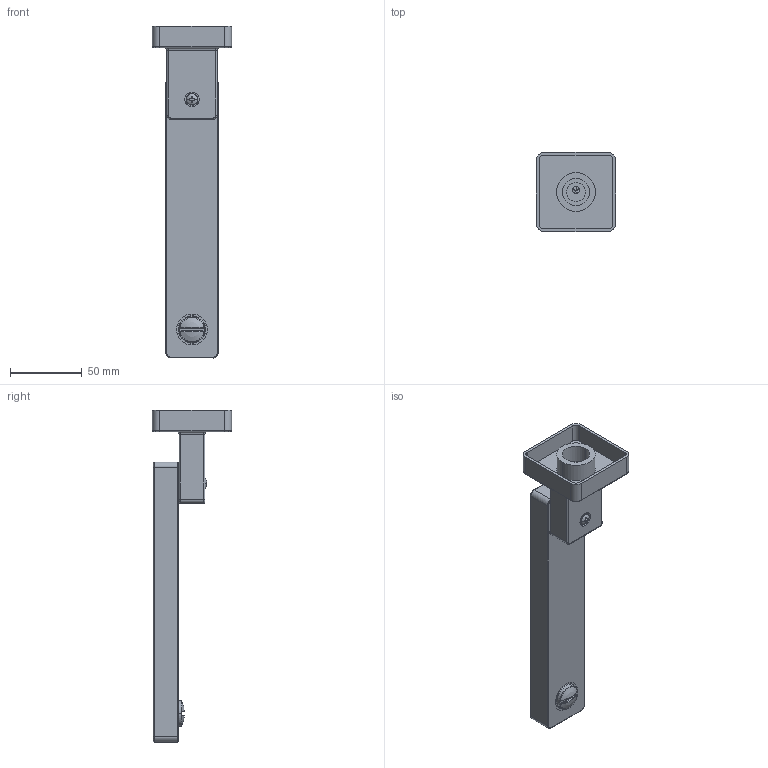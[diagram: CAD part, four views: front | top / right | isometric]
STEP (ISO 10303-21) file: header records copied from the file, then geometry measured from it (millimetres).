
FILE_DESCRIPTION((''),'2;1');
FILE_NAME('8805055_ASM_ASM','2023-07-13T09:07:09',('Administrator'),(''),'CREO PARAMETRIC BY PTC INC, 2018500','CREO PARAMETRIC BY PTC INC, 2018500','');
FILE_SCHEMA(('CONFIG_CONTROL_DESIGN'));
Length unit declared in the file: millimetre
Products named in the file (15): 816A033NF_17404_1; 816A033NF_18331_1; 816A033NF_ASM_1_ASM; 815S067NF_1; 825S156NF_1; 825A082NF_1; 826B040NF_1; 826B064NF_1; 811D172NF_1; 807D179CP_7411_1; 807D179CP_10088_1; 807D179CP_ASM_1_ASM; 824D200CP_1; 8805055_ASM_1_ASM; 8805055_ASM_ASM
Assembly tree (15 placements, depth 4):
  8805055_ASM_ASM
    8805055_ASM_1_ASM
      816A033NF_ASM_1_ASM
        816A033NF_17404_1
        816A033NF_18331_1
      815S067NF_1
      825S156NF_1
      825A082NF_1
      826B040NF_1  x2
      826B064NF_1
      811D172NF_1
      807D179CP_ASM_1_ASM
        807D179CP_7411_1
        807D179CP_10088_1
      824D200CP_1
Bounding box: 55 x 55 x 230.8 mm (x, y, z)
Volume: 149264.5 mm3; surface area: 102025.8 mm2
Topology: 12 solids, 12 shells, 301 faces, 717 edges, 450 vertices
Faces by surface type: cylinder 134, plane 105, torus 50, sphere 4, bspline 4, cone 4
Entity records: 10231 total; most frequent: CARTESIAN_POINT 2801, DIRECTION 1653, ORIENTED_EDGE 1406, EDGE_CURVE 703, AXIS2_PLACEMENT_3D 679, VERTEX_POINT 445, CIRCLE 342, EDGE_LOOP 340
